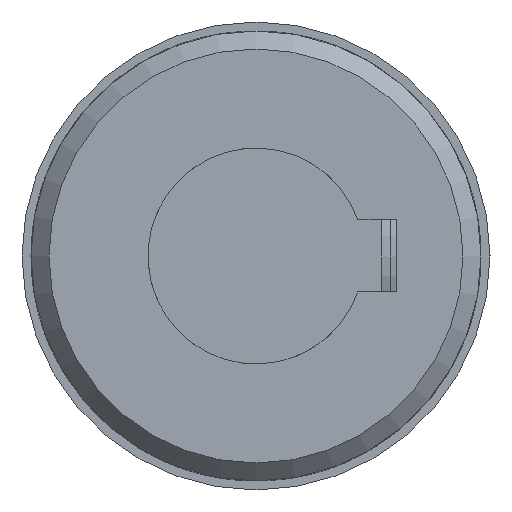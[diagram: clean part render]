
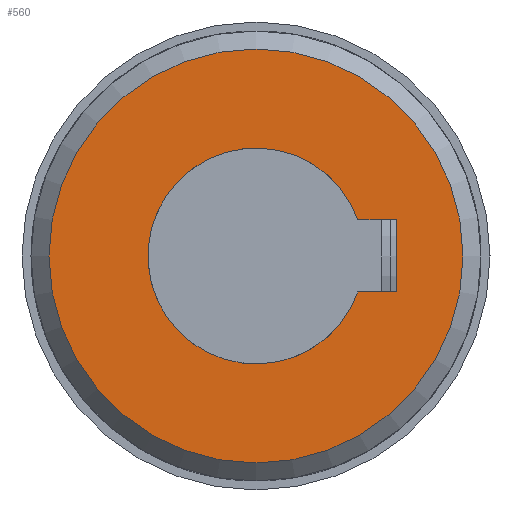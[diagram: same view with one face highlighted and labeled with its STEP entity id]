
A CAD part, left-side view. The second image highlights one B-rep face of the part: STEP entity #560.
In plain terms, the highlighted planar face has unit normal (-1, 0, 0).
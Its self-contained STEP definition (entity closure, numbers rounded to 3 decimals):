
#560 = ADVANCED_FACE( '', ( #1123, #1124 ), #1125, .T. );
#1123 = FACE_BOUND( '', #1705, .T. );
#1124 = FACE_OUTER_BOUND( '', #1706, .T. );
#1125 = PLANE( '', #1707 );
#1705 = EDGE_LOOP( '', ( #2994, #2995, #2996, #2997 ) );
#1706 = EDGE_LOOP( '', ( #2998 ) );
#1707 = AXIS2_PLACEMENT_3D( '', #2999, #3000, #3001 );
#2994 = ORIENTED_EDGE( '', *, *, #3877, .T. );
#2995 = ORIENTED_EDGE( '', *, *, #3456, .T. );
#2996 = ORIENTED_EDGE( '', *, *, #3463, .T. );
#2997 = ORIENTED_EDGE( '', *, *, #3607, .T. );
#2998 = ORIENTED_EDGE( '', *, *, #3807, .F. );
#2999 = CARTESIAN_POINT( '', ( 0., 11.5, 0. ) );
#3000 = DIRECTION( '', ( -1., 0., 0. ) );
#3001 = DIRECTION( '', ( 0., 0., 1. ) );
#3456 = EDGE_CURVE( '', #4109, #4110, #4111, .T. );
#3463 = EDGE_CURVE( '', #4110, #4120, #4122, .T. );
#3607 = EDGE_CURVE( '', #4120, #4361, #4363, .T. );
#3807 = EDGE_CURVE( '', #4656, #4656, #4657, .T. );
#3877 = EDGE_CURVE( '', #4361, #4109, #4740, .T. );
#4109 = VERTEX_POINT( '', #5121 );
#4110 = VERTEX_POINT( '', #5122 );
#4111 = CIRCLE( '', #5123, 6. );
#4120 = VERTEX_POINT( '', #5213 );
#4122 = LINE( '', #5216, #5217 );
#4361 = VERTEX_POINT( '', #5714 );
#4363 = LINE( '', #5717, #5718 );
#4656 = VERTEX_POINT( '', #6368 );
#4657 = CIRCLE( '', #6369, 11.5 );
#4740 = LINE( '', #6595, #6596 );
#5121 = CARTESIAN_POINT( '', ( 0., 2., -5.657 ) );
#5122 = CARTESIAN_POINT( '', ( 0., -2., -5.657 ) );
#5123 = AXIS2_PLACEMENT_3D( '', #6949, #6950, #6951 );
#5213 = CARTESIAN_POINT( '', ( 0., -2., -7.8 ) );
#5216 = CARTESIAN_POINT( '', ( 0., -2., 0. ) );
#5217 = VECTOR( '', #6958, 1000. );
#5714 = CARTESIAN_POINT( '', ( 0., 2., -7.8 ) );
#5717 = CARTESIAN_POINT( '', ( 0., -2., -7.8 ) );
#5718 = VECTOR( '', #7165, 1000. );
#6368 = CARTESIAN_POINT( '', ( 0., 0., -11.5 ) );
#6369 = AXIS2_PLACEMENT_3D( '', #7434, #7435, #7436 );
#6595 = CARTESIAN_POINT( '', ( 0., 2., -7.8 ) );
#6596 = VECTOR( '', #7485, 1000. );
#6949 = CARTESIAN_POINT( '', ( 0., 0., 0. ) );
#6950 = DIRECTION( '', ( 1., 0., 0. ) );
#6951 = DIRECTION( '', ( 0., 0., -1. ) );
#6958 = DIRECTION( '', ( 0., 0., -1. ) );
#7165 = DIRECTION( '', ( 0., 1., 0. ) );
#7434 = CARTESIAN_POINT( '', ( 0., 0., 0. ) );
#7435 = DIRECTION( '', ( 1., 0., 0. ) );
#7436 = DIRECTION( '', ( 0., 0., -1. ) );
#7485 = DIRECTION( '', ( 0., 0., 1. ) );
